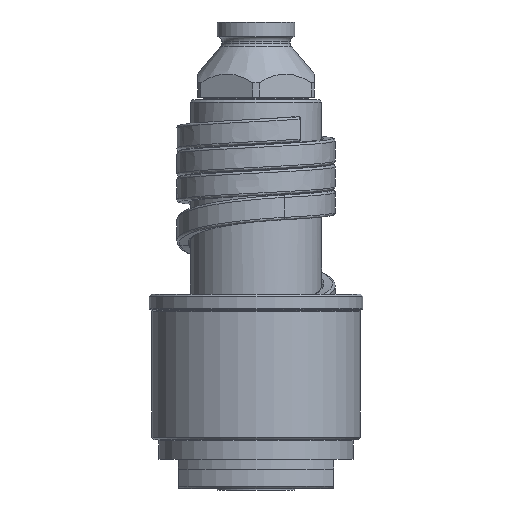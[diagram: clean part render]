
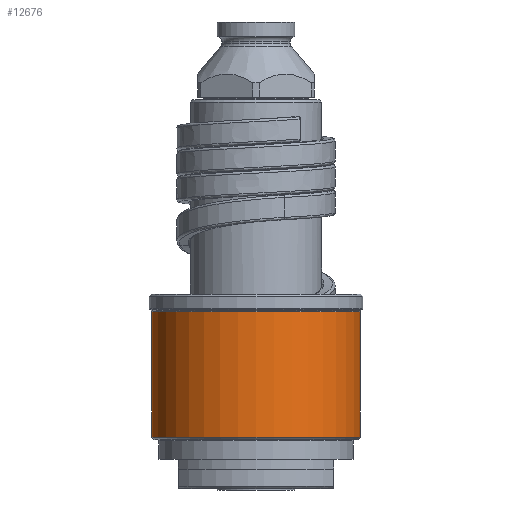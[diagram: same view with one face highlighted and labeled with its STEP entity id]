
A CAD part, front view. The second image highlights one B-rep face of the part: STEP entity #12676.
In plain terms, the highlighted cylindrical face has radius 21.5 mm (diameter 43 mm), a partial arc.
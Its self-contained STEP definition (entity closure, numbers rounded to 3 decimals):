
#4786=CARTESIAN_POINT('',(0.,0.,10.583));
#4787=DIRECTION('',(0.,0.,1.));
#4788=DIRECTION('',(-1.,0.,0.));
#4789=AXIS2_PLACEMENT_3D('',#4786,#4787,#4788);
#4791=DIRECTION('',(0.,0.,-1.));
#4792=VECTOR('',#4791,25.834);
#4793=CARTESIAN_POINT('',(-21.5,0.,36.417));
#4794=LINE('',#4793,#4792);
#4795=CARTESIAN_POINT('',(0.,0.,36.417));
#4796=DIRECTION('',(0.,0.,1.));
#4797=DIRECTION('',(-1.,0.,0.));
#4798=AXIS2_PLACEMENT_3D('',#4795,#4796,#4797);
#4800=DIRECTION('',(0.,0.,-1.));
#4801=VECTOR('',#4800,25.834);
#4802=CARTESIAN_POINT('',(21.5,0.,36.417));
#4803=LINE('',#4802,#4801);
#5457=CARTESIAN_POINT('',(21.5,0.,36.417));
#5458=CARTESIAN_POINT('',(-21.5,0.,36.417));
#5459=VERTEX_POINT('',#5457);
#5460=VERTEX_POINT('',#5458);
#5483=CARTESIAN_POINT('',(21.5,0.,10.583));
#5484=VERTEX_POINT('',#5483);
#5485=CARTESIAN_POINT('',(-21.5,0.,10.583));
#5486=VERTEX_POINT('',#5485);
#12662=CARTESIAN_POINT('',(0.,0.,8.5));
#12663=DIRECTION('',(0.,0.,1.));
#12664=DIRECTION('',(-1.,0.,0.));
#12665=AXIS2_PLACEMENT_3D('',#12662,#12663,#12664);
#12666=CYLINDRICAL_SURFACE('',#12665,21.5);
#12668=ORIENTED_EDGE('',*,*,#12667,.F.);
#12670=ORIENTED_EDGE('',*,*,#12669,.F.);
#12671=ORIENTED_EDGE('',*,*,#12652,.T.);
#12673=ORIENTED_EDGE('',*,*,#12672,.T.);
#12674=EDGE_LOOP('',(#12668,#12670,#12671,#12673));
#12675=FACE_OUTER_BOUND('',#12674,.F.);
#4790=CIRCLE('',#4789,21.5);
#4799=CIRCLE('',#4798,21.5);
#12652=EDGE_CURVE('',#5460,#5459,#4799,.T.);
#12667=EDGE_CURVE('',#5486,#5484,#4790,.T.);
#12669=EDGE_CURVE('',#5460,#5486,#4794,.T.);
#12672=EDGE_CURVE('',#5459,#5484,#4803,.T.);
#12676=ADVANCED_FACE('',(#12675),#12666,.T.);
